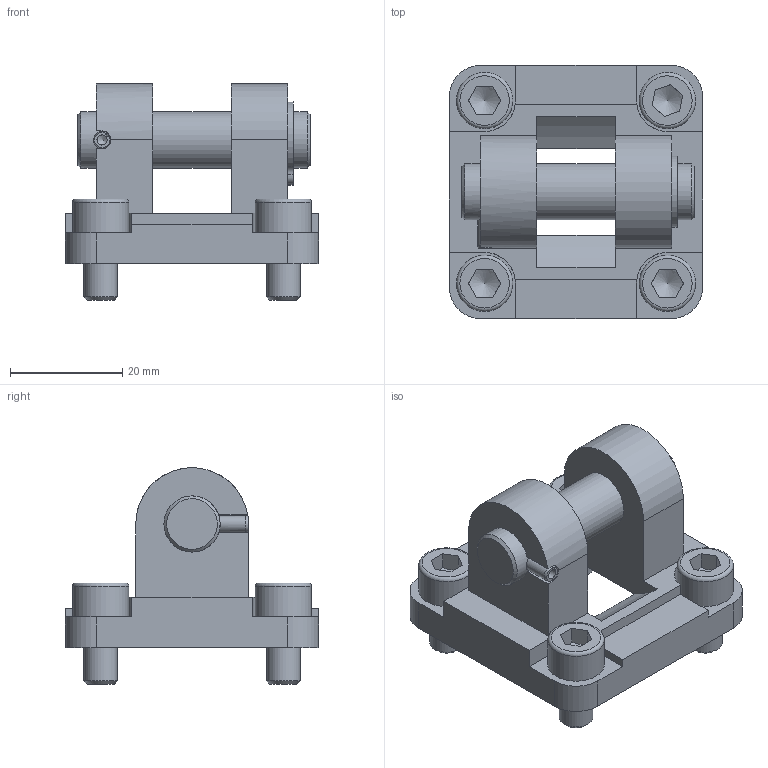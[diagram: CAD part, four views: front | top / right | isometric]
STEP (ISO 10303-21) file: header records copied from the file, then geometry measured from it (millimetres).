
FILE_DESCRIPTION(/* description */ (''),/* implementation_level */ '2;1');
FILE_NAME(/* name */ 'CAD_69621.stp',/* time_stamp */ '2016-06-08T17:02:07+02:00',/* author */ ('Hypex'),/* organization */ ('Hypex'),/* preprocessor_version */ 'ST-DEVELOPER v16.1',/* originating_system */ 'Autodesk Inventor 2016',/* authorisation */ '');
FILE_SCHEMA (('AUTOMOTIVE_DESIGN { 1 0 10303 214 3 1 1 }'));
Length unit declared in the file: millimetre
Products named in the file (1): CAD_69621
Bounding box: 45 x 45 x 38.5 mm (x, y, z)
Volume: 23051.4 mm3; surface area: 11211.4 mm2
Topology: 1 solids, 1 shells, 147 faces, 364 edges, 236 vertices
Faces by surface type: plane 81, cylinder 44, cone 14, torus 8
Full cylindrical faces by diameter (mm): 1.5 x2, 3 x1, 6 x4, 6.6 x4, 9.5 x1, 10 x7, 30 x1
Entity records: 4347 total; most frequent: CARTESIAN_POINT 844, DIRECTION 685, ORIENTED_EDGE 636, EDGE_CURVE 318, AXIS2_PLACEMENT_3D 255, VERTEX_POINT 229, EDGE_LOOP 207, LINE 175
